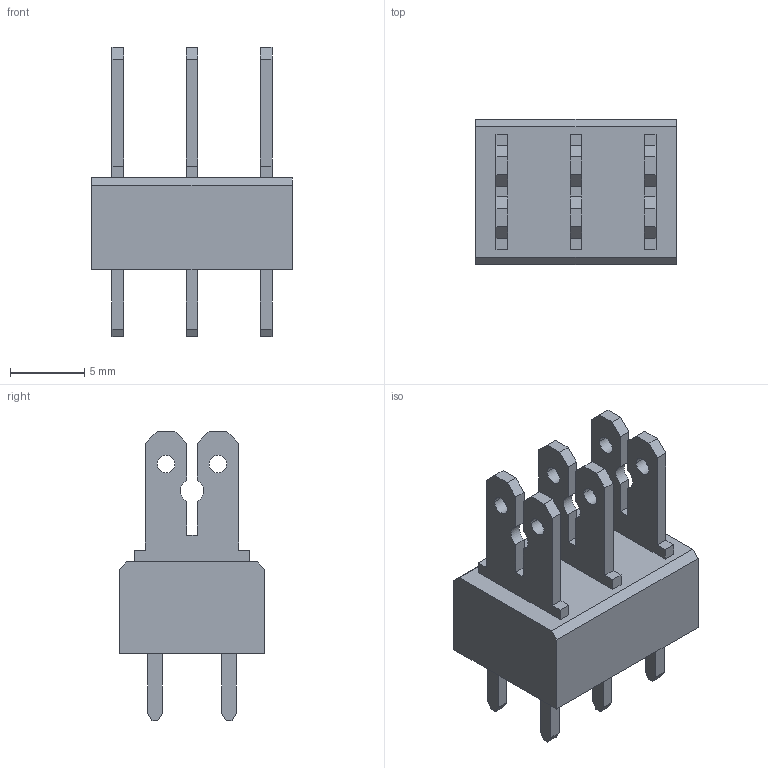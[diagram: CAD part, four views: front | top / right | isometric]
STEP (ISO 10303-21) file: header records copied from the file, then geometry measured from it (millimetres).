
FILE_DESCRIPTION((''),'2;1');
FILE_NAME('WECO_900-S-5-03.stp','2010-04-19T10:44:33',(''),(''),'Mechanical Desktop 2010','Mechanical Desktop 2010',', , ');
FILE_SCHEMA(('AUTOMOTIVE_DESIGN { 1 2 10303 214 1 1 1 1 }'));
Length unit declared in the file: millimetre
Products named in the file (1): Product
Bounding box: 13.5 x 9.8 x 19.5 mm (x, y, z)
Volume: 951.2 mm3; surface area: 1060.2 mm2
Topology: 10 solids, 10 shells, 134 faces, 342 edges, 228 vertices
Faces by surface type: plane 116, cylinder 18
Entity records: 4069 total; most frequent: CARTESIAN_POINT 705, ORIENTED_EDGE 684, DIRECTION 648, EDGE_CURVE 342, VECTOR 306, LINE 306, VERTEX_POINT 228, AXIS2_PLACEMENT_3D 171
